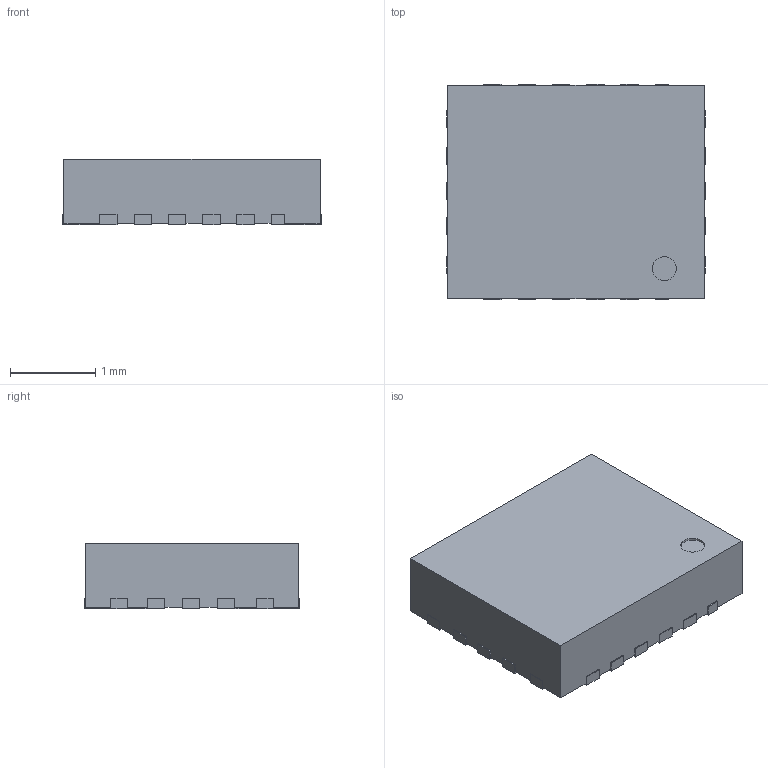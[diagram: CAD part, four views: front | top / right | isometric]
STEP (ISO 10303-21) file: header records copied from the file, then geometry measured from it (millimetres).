
FILE_DESCRIPTION(/* description */ ('Unknown','CAx-IF Rec.Pracs.---Representation and Presentation of Product Manufacturing Information (PMI)---4.0---2014-10-13','CAx-IF Rec.Pracs.---3D Tessellated Geometry---0.4---2014-09-14','2;1'),/* implementation_level */ '2;1');
FILE_NAME(/* name */ 'BQ25628RYKR',/* time_stamp */ '2023-03-27T11:51:54+02:00',/* author */ ('Unknown'),/* organization */ ('Unknown'),/* preprocessor_version */ 'ST-DEVELOPER v18.1',/* originating_system */ 'Solid Edge',/* authorisation */ 'Unknown');
FILE_SCHEMA (('AP242_MANAGED_MODEL_BASED_3D_ENGINEERING_MIM_LF { 1 0 10303 442 1 1 4 }'));
Length unit declared in the file: millimetre
Products named in the file (1): BQ25628RYKR
Bounding box: 3.03 x 2.52 x 0.77 mm (x, y, z)
Volume: 5.7 mm3; surface area: 24 mm2
Topology: 1 solids, 1 shells, 161 faces, 474 edges, 316 vertices
Faces by surface type: plane 132, cylinder 29
Full cylindrical faces by diameter (mm): 0.281 x1
Entity records: 6451 total; most frequent: CARTESIAN_POINT 952, ORIENTED_EDGE 946, DIRECTION 857, EDGE_CURVE 473, LINE 415, VECTOR 415, VERTEX_POINT 316, AXIS2_PLACEMENT_3D 221
